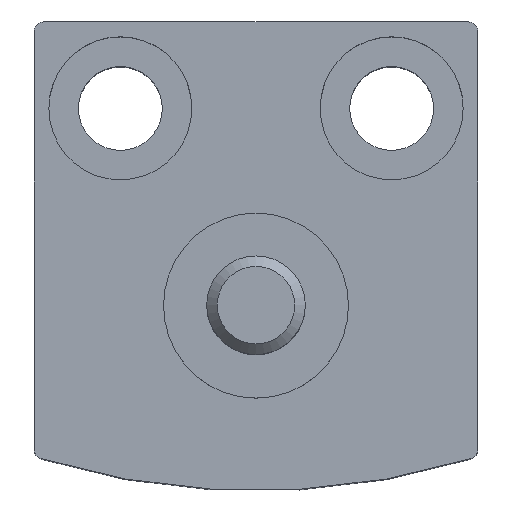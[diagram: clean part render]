
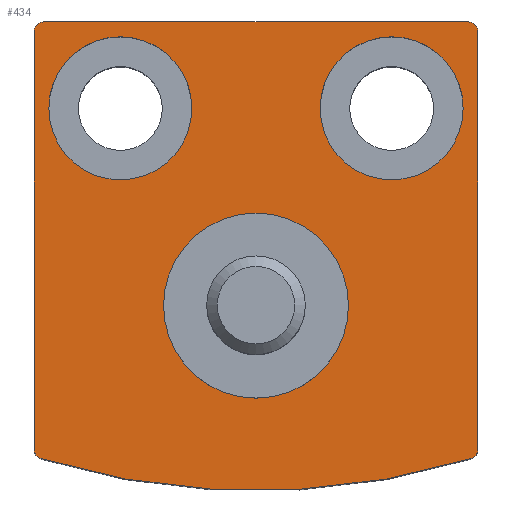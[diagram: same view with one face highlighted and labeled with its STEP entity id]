
A CAD part, top view. The second image highlights one B-rep face of the part: STEP entity #434.
In plain terms, the highlighted planar face has unit normal (0, 0, 1).
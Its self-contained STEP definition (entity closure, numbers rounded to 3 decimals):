
#32=CIRCLE('',#486,0.4);
#34=CIRCLE('',#489,30.);
#36=CIRCLE('',#492,0.4);
#38=CIRCLE('',#496,0.4);
#42=CIRCLE('',#502,0.4);
#46=CIRCLE('',#508,3.75);
#47=CIRCLE('',#509,2.9);
#48=CIRCLE('',#510,2.9);
#126=ORIENTED_EDGE('',*,*,#206,.F.);
#127=ORIENTED_EDGE('',*,*,#207,.T.);
#128=ORIENTED_EDGE('',*,*,#208,.T.);
#129=ORIENTED_EDGE('',*,*,#178,.T.);
#130=ORIENTED_EDGE('',*,*,#182,.T.);
#131=ORIENTED_EDGE('',*,*,#185,.T.);
#132=ORIENTED_EDGE('',*,*,#188,.T.);
#133=ORIENTED_EDGE('',*,*,#191,.T.);
#134=ORIENTED_EDGE('',*,*,#194,.T.);
#135=ORIENTED_EDGE('',*,*,#199,.T.);
#136=ORIENTED_EDGE('',*,*,#202,.T.);
#178=EDGE_CURVE('',#226,#227,#266,.T.);
#182=EDGE_CURVE('',#227,#230,#32,.T.);
#185=EDGE_CURVE('',#230,#232,#34,.T.);
#188=EDGE_CURVE('',#232,#234,#36,.T.);
#191=EDGE_CURVE('',#234,#236,#273,.T.);
#194=EDGE_CURVE('',#236,#238,#38,.T.);
#199=EDGE_CURVE('',#238,#242,#277,.T.);
#202=EDGE_CURVE('',#242,#226,#42,.T.);
#206=EDGE_CURVE('',#246,#246,#46,.T.);
#207=EDGE_CURVE('',#247,#247,#47,.T.);
#208=EDGE_CURVE('',#248,#248,#48,.T.);
#226=VERTEX_POINT('',#710);
#227=VERTEX_POINT('',#711);
#230=VERTEX_POINT('',#719);
#232=VERTEX_POINT('',#725);
#234=VERTEX_POINT('',#731);
#236=VERTEX_POINT('',#737);
#238=VERTEX_POINT('',#743);
#242=VERTEX_POINT('',#753);
#246=VERTEX_POINT('',#767);
#247=VERTEX_POINT('',#769);
#248=VERTEX_POINT('',#771);
#266=LINE('',#709,#280);
#273=LINE('',#736,#287);
#277=LINE('',#752,#291);
#280=VECTOR('',#557,1000.);
#287=VECTOR('',#584,1000.);
#291=VECTOR('',#600,1000.);
#307=EDGE_LOOP('',(#126));
#308=EDGE_LOOP('',(#127));
#309=EDGE_LOOP('',(#128));
#310=EDGE_LOOP('',(#129,#130,#131,#132,#133,#134,#135,#136));
#365=FACE_BOUND('',#307,.T.);
#366=FACE_BOUND('',#308,.T.);
#367=FACE_BOUND('',#309,.T.);
#368=FACE_BOUND('',#310,.T.);
#414=PLANE('',#507);
#434=ADVANCED_FACE('',(#365,#366,#367,#368),#414,.T.);
#486=AXIS2_PLACEMENT_3D('',#718,#563,#564);
#489=AXIS2_PLACEMENT_3D('',#724,#570,#571);
#492=AXIS2_PLACEMENT_3D('',#730,#577,#578);
#496=AXIS2_PLACEMENT_3D('',#742,#589,#590);
#502=AXIS2_PLACEMENT_3D('',#758,#605,#606);
#507=AXIS2_PLACEMENT_3D('',#765,#615,#616);
#508=AXIS2_PLACEMENT_3D('',#766,#617,#618);
#509=AXIS2_PLACEMENT_3D('',#768,#619,#620);
#510=AXIS2_PLACEMENT_3D('',#770,#621,#622);
#557=DIRECTION('',(0.,-1.,0.));
#563=DIRECTION('',(0.,0.,1.));
#564=DIRECTION('',(1.,0.,0.));
#570=DIRECTION('',(0.,0.,1.));
#571=DIRECTION('',(1.,0.,0.));
#577=DIRECTION('',(0.,0.,1.));
#578=DIRECTION('',(1.,0.,0.));
#584=DIRECTION('',(0.,1.,0.));
#589=DIRECTION('',(0.,0.,1.));
#590=DIRECTION('',(1.,0.,0.));
#600=DIRECTION('',(-1.,0.,0.));
#605=DIRECTION('',(0.,0.,1.));
#606=DIRECTION('',(1.,0.,0.));
#615=DIRECTION('',(0.,0.,1.));
#616=DIRECTION('',(1.,0.,0.));
#617=DIRECTION('',(0.,0.,1.));
#618=DIRECTION('',(1.,0.,0.));
#619=DIRECTION('',(0.,0.,-1.));
#620=DIRECTION('',(-1.,0.,0.));
#621=DIRECTION('',(0.,0.,-1.));
#622=DIRECTION('',(-1.,0.,0.));
#709=CARTESIAN_POINT('',(-9.,11.1,0.));
#710=CARTESIAN_POINT('',(-9.,11.1,0.));
#711=CARTESIAN_POINT('',(-9.,-5.823,0.));
#718=CARTESIAN_POINT('',(-8.6,-5.823,0.));
#719=CARTESIAN_POINT('',(-8.716,-6.206,0.));
#724=CARTESIAN_POINT('',(0.,22.5,0.));
#725=CARTESIAN_POINT('',(8.716,-6.206,0.));
#730=CARTESIAN_POINT('',(8.6,-5.823,0.));
#731=CARTESIAN_POINT('',(9.,-5.823,0.));
#736=CARTESIAN_POINT('',(9.,-5.823,0.));
#737=CARTESIAN_POINT('',(9.,11.1,0.));
#742=CARTESIAN_POINT('',(8.6,11.1,0.));
#743=CARTESIAN_POINT('',(8.6,11.5,0.));
#752=CARTESIAN_POINT('',(8.6,11.5,0.));
#753=CARTESIAN_POINT('',(-8.6,11.5,0.));
#758=CARTESIAN_POINT('',(-8.6,11.1,0.));
#765=CARTESIAN_POINT('',(-8.6,-5.823,0.));
#766=CARTESIAN_POINT('',(0.,0.,0.));
#767=CARTESIAN_POINT('',(3.75,0.,0.));
#768=CARTESIAN_POINT('',(5.5,8.,0.));
#769=CARTESIAN_POINT('',(2.6,8.,0.));
#770=CARTESIAN_POINT('',(-5.5,8.,0.));
#771=CARTESIAN_POINT('',(-8.4,8.,0.));
